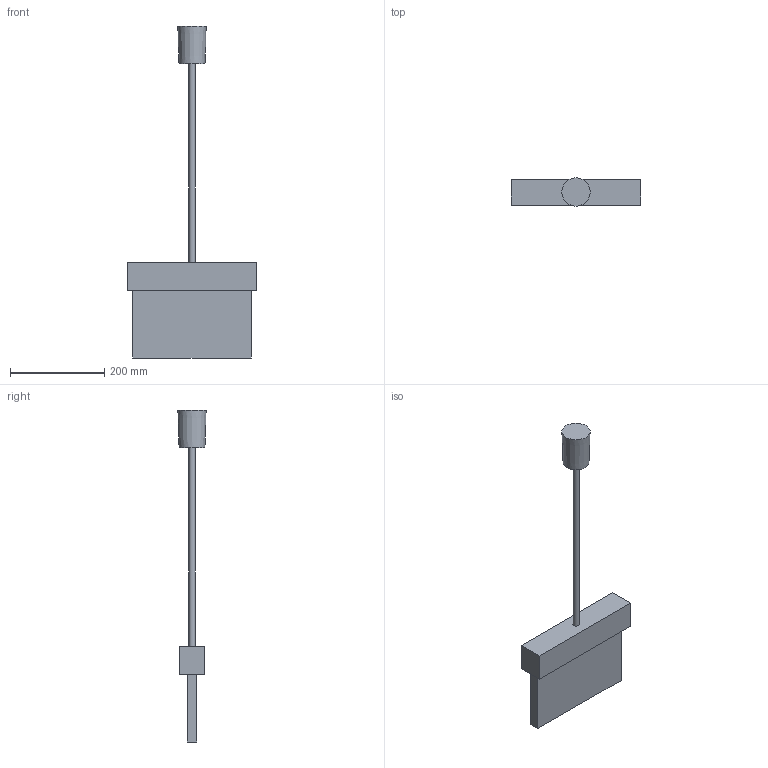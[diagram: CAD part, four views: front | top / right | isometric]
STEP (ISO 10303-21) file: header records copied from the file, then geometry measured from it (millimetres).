
FILE_DESCRIPTION(/* description */ ('Unknown'),/* implementation_level */ '2;1');
FILE_NAME(/* name */ 'SNP 1016.2 P LED 230V',/* time_stamp */ '2018-04-10T11:47:53+02:00',/* author */ ('Unknown'),/* organization */ ('Unknown'),/* preprocessor_version */ 'ST-DEVELOPER v16.7',/* originating_system */ 'DEX',/* authorisation */ $);
FILE_SCHEMA (('AUTOMOTIVE_DESIGN {1 0 10303 214 3 1 1}'));
Length unit declared in the file: millimetre
Products named in the file (1): SNP 1016.2 P LED 230V
Bounding box: 275 x 60 x 703 mm (x, y, z)
Volume: 1869616.3 mm3; surface area: 182949.3 mm2
Topology: 1 solids, 1 shells, 15 faces, 31 edges, 21 vertices
Faces by surface type: plane 13, cylinder 1, cone 1
Full cylindrical faces by diameter (mm): 13 x1
Entity records: 408 total; most frequent: DIRECTION 64, CARTESIAN_POINT 64, ORIENTED_EDGE 56, EDGE_CURVE 28, LINE 24, VECTOR 24, VERTEX_POINT 20, EDGE_LOOP 20
